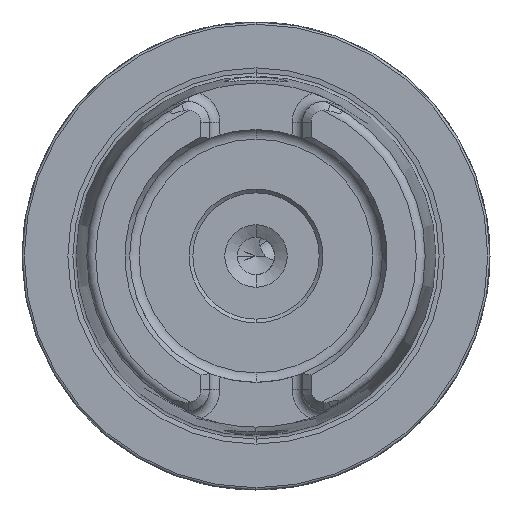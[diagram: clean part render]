
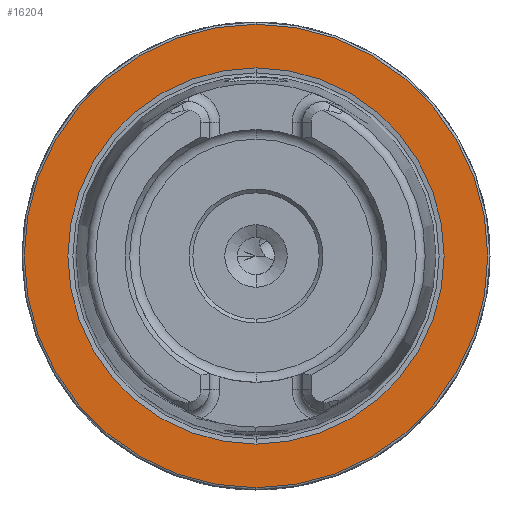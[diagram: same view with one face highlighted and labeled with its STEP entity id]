
A CAD part, left-side view. The second image highlights one B-rep face of the part: STEP entity #16204.
In plain terms, the highlighted planar face has unit normal (-1, 0, 0).
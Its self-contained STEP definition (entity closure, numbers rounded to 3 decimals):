
#596 = AXIS2_PLACEMENT_3D ( 'NONE', #6484, #7840, #17060 ) ;
#1120 = PLANE ( 'NONE',  #596 ) ;
#1385 = ORIENTED_EDGE ( 'NONE', *, *, #2874, .F. ) ;
#1560 = EDGE_CURVE ( 'NONE', #6111, #14365, #16532, .T. ) ;
#2707 = CIRCLE ( 'NONE', #11268, 31.2 ) ;
#2874 = EDGE_CURVE ( 'NONE', #6814, #12457, #12084, .T. ) ;
#3363 = DIRECTION ( 'NONE',  ( 0., 0., 1. ) ) ;
#3836 = CARTESIAN_POINT ( 'NONE',  ( 0., 0., 31.2 ) ) ;
#4881 = DIRECTION ( 'NONE',  ( -1., 0., 0. ) ) ;
#6079 = AXIS2_PLACEMENT_3D ( 'NONE', #12968, #4881, #14227 ) ;
#6111 = VERTEX_POINT ( 'NONE', #3836 ) ;
#6252 = CARTESIAN_POINT ( 'NONE',  ( 0., 0., -25.324 ) ) ;
#6484 = CARTESIAN_POINT ( 'NONE',  ( 0., 31.2, 0. ) ) ;
#6814 = VERTEX_POINT ( 'NONE', #6252 ) ;
#7096 = CARTESIAN_POINT ( 'NONE',  ( 0., 0., 0. ) ) ;
#7366 = EDGE_LOOP ( 'NONE', ( #12696, #16923 ) ) ;
#7840 = DIRECTION ( 'NONE',  ( 1., 0., 0. ) ) ;
#8070 = CARTESIAN_POINT ( 'NONE',  ( 0., 0., 25.324 ) ) ;
#8489 = DIRECTION ( 'NONE',  ( 0., 0., 1. ) ) ;
#9453 = DIRECTION ( 'NONE',  ( 0., 0., 1. ) ) ;
#9636 = DIRECTION ( 'NONE',  ( -1., 0., 0. ) ) ;
#9719 = CARTESIAN_POINT ( 'NONE',  ( 0., 0., 0. ) ) ;
#9846 = CARTESIAN_POINT ( 'NONE',  ( 0., 0., -31.2 ) ) ;
#11268 = AXIS2_PLACEMENT_3D ( 'NONE', #7096, #16382, #8489 ) ;
#12084 = CIRCLE ( 'NONE', #15237, 25.324 ) ;
#12457 = VERTEX_POINT ( 'NONE', #8070 ) ;
#12579 = AXIS2_PLACEMENT_3D ( 'NONE', #14429, #9636, #3363 ) ;
#12696 = ORIENTED_EDGE ( 'NONE', *, *, #1560, .T. ) ;
#12847 = FACE_OUTER_BOUND ( 'NONE', #7366, .T. ) ;
#12968 = CARTESIAN_POINT ( 'NONE',  ( 0., 0., 0. ) ) ;
#13039 = FACE_BOUND ( 'NONE', #15472, .T. ) ;
#14227 = DIRECTION ( 'NONE',  ( 0., 0., 1. ) ) ;
#14365 = VERTEX_POINT ( 'NONE', #9846 ) ;
#14429 = CARTESIAN_POINT ( 'NONE',  ( 0., 0., 0. ) ) ;
#14771 = ORIENTED_EDGE ( 'NONE', *, *, #15479, .F. ) ;
#14953 = EDGE_CURVE ( 'NONE', #14365, #6111, #2707, .T. ) ;
#15237 = AXIS2_PLACEMENT_3D ( 'NONE', #9719, #17259, #9453 ) ;
#15472 = EDGE_LOOP ( 'NONE', ( #14771, #1385 ) ) ;
#15479 = EDGE_CURVE ( 'NONE', #12457, #6814, #16040, .T. ) ;
#16040 = CIRCLE ( 'NONE', #6079, 25.324 ) ;
#16204 = ADVANCED_FACE ( 'NONE', ( #13039, #12847 ), #1120, .F. ) ;
#16382 = DIRECTION ( 'NONE',  ( -1., 0., 0. ) ) ;
#16532 = CIRCLE ( 'NONE', #12579, 31.2 ) ;
#16923 = ORIENTED_EDGE ( 'NONE', *, *, #14953, .T. ) ;
#17060 = DIRECTION ( 'NONE',  ( 0., 0., -1. ) ) ;
#17259 = DIRECTION ( 'NONE',  ( -1., 0., 0. ) ) ;
